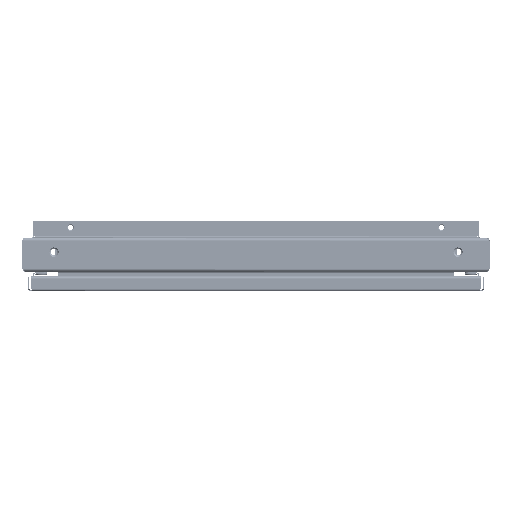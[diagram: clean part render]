
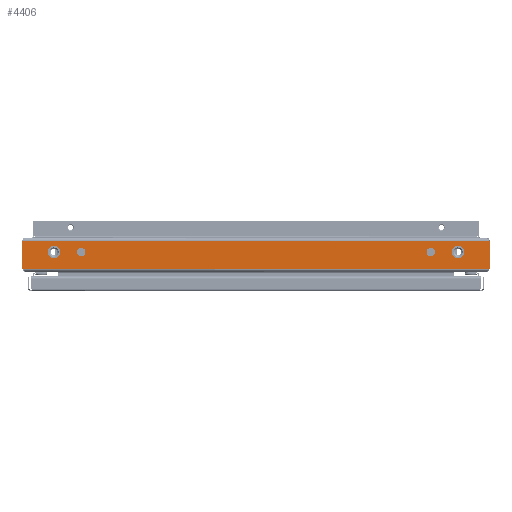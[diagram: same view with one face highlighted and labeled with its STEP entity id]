
A CAD part, front view. The second image highlights one B-rep face of the part: STEP entity #4406.
In plain terms, the highlighted face is planar.
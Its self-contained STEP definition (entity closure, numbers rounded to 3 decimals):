
#125 = ORIENTED_EDGE ( 'NONE', *, *, #44362, .T. ) ;
#447 = ORIENTED_EDGE ( 'NONE', *, *, #40057, .T. ) ;
#496 = ORIENTED_EDGE ( 'NONE', *, *, #1660, .T. ) ;
#1632 = DIRECTION ( 'NONE',  ( 0., 0., -1. ) ) ;
#1660 = EDGE_CURVE ( 'NONE', #46537, #48914, #28885, .T. ) ;
#2554 = CARTESIAN_POINT ( 'NONE',  ( -300., -18., 0. ) ) ;
#4122 = ORIENTED_EDGE ( 'NONE', *, *, #54934, .T. ) ;
#4406 = ADVANCED_FACE ( 'NONE', ( #20698, #58442, #70913, #45986, #51414 ), #71324, .F. ) ;
#4624 = EDGE_CURVE ( 'NONE', #15138, #51138, #62543, .T. ) ;
#5821 = CARTESIAN_POINT ( 'NONE',  ( 300., 18., 0. ) ) ;
#6768 = DIRECTION ( 'NONE',  ( 0., 0., -1. ) ) ;
#6976 = VECTOR ( 'NONE', #81231, 1000. ) ;
#7786 = CIRCLE ( 'NONE', #40886, 5.5 ) ;
#8534 = EDGE_CURVE ( 'NONE', #76686, #24009, #73384, .T. ) ;
#8752 = LINE ( 'NONE', #2554, #15683 ) ;
#9162 = DIRECTION ( 'NONE',  ( 1., 0., 0. ) ) ;
#9593 = CARTESIAN_POINT ( 'NONE',  ( 300., -18., 0. ) ) ;
#9792 = DIRECTION ( 'NONE',  ( 0., 1., 0. ) ) ;
#10315 = CARTESIAN_POINT ( 'NONE',  ( -300., -18., 0. ) ) ;
#10353 = DIRECTION ( 'NONE',  ( 0., 0., 1. ) ) ;
#10835 = EDGE_LOOP ( 'NONE', ( #47625, #50422 ) ) ;
#11203 = CIRCLE ( 'NONE', #44469, 8. ) ;
#12168 = CARTESIAN_POINT ( 'NONE',  ( 259.5, -3.319, 0. ) ) ;
#12779 = EDGE_CURVE ( 'NONE', #25009, #48328, #27421, .T. ) ;
#12921 = EDGE_LOOP ( 'NONE', ( #24281, #447 ) ) ;
#13221 = VERTEX_POINT ( 'NONE', #27769 ) ;
#14082 = DIRECTION ( 'NONE',  ( -1., 0., 0. ) ) ;
#14484 = CARTESIAN_POINT ( 'NONE',  ( 0., 0., 0. ) ) ;
#15138 = VERTEX_POINT ( 'NONE', #79948 ) ;
#15683 = VECTOR ( 'NONE', #9162, 1000. ) ;
#16454 = CARTESIAN_POINT ( 'NONE',  ( -230., -3.319, 0. ) ) ;
#17955 = CIRCLE ( 'NONE', #32540, 8. ) ;
#18001 = AXIS2_PLACEMENT_3D ( 'NONE', #80054, #10353, #75077 ) ;
#19069 = ORIENTED_EDGE ( 'NONE', *, *, #81467, .T. ) ;
#19850 = CARTESIAN_POINT ( 'NONE',  ( 298., 18., 0. ) ) ;
#20054 = CARTESIAN_POINT ( 'NONE',  ( 230., -3.319, 0. ) ) ;
#20477 = EDGE_CURVE ( 'NONE', #48914, #35179, #56561, .T. ) ;
#20698 = FACE_BOUND ( 'NONE', #12921, .T. ) ;
#21045 = VERTEX_POINT ( 'NONE', #40940 ) ;
#22283 = ORIENTED_EDGE ( 'NONE', *, *, #8534, .T. ) ;
#22310 = DIRECTION ( 'NONE',  ( -1., 0., 0. ) ) ;
#23754 = CARTESIAN_POINT ( 'NONE',  ( 224.5, -3.319, 0. ) ) ;
#24009 = VERTEX_POINT ( 'NONE', #41068 ) ;
#24281 = ORIENTED_EDGE ( 'NONE', *, *, #12779, .T. ) ;
#24401 = CARTESIAN_POINT ( 'NONE',  ( 300., 18., 0. ) ) ;
#25009 = VERTEX_POINT ( 'NONE', #72590 ) ;
#25504 = VERTEX_POINT ( 'NONE', #19850 ) ;
#26615 = VECTOR ( 'NONE', #74282, 1000. ) ;
#27421 = CIRCLE ( 'NONE', #63262, 8. ) ;
#27769 = CARTESIAN_POINT ( 'NONE',  ( -298., 18., 0. ) ) ;
#28885 = LINE ( 'NONE', #35521, #30290 ) ;
#29082 = DIRECTION ( 'NONE',  ( 0., 0., -1. ) ) ;
#29632 = VERTEX_POINT ( 'NONE', #24401 ) ;
#29984 = DIRECTION ( 'NONE',  ( 0., 0., 1. ) ) ;
#30290 = VECTOR ( 'NONE', #42155, 1000. ) ;
#30323 = CARTESIAN_POINT ( 'NONE',  ( 259.5, -3.319, 0. ) ) ;
#31200 = DIRECTION ( 'NONE',  ( 0., 0., -1. ) ) ;
#31231 = CIRCLE ( 'NONE', #18001, 5.5 ) ;
#31683 = EDGE_LOOP ( 'NONE', ( #22283, #41528 ) ) ;
#32382 = ORIENTED_EDGE ( 'NONE', *, *, #56438, .T. ) ;
#32540 = AXIS2_PLACEMENT_3D ( 'NONE', #30323, #29082, #47749 ) ;
#33100 = LINE ( 'NONE', #78310, #36625 ) ;
#33627 = AXIS2_PLACEMENT_3D ( 'NONE', #37945, #63255, #76117 ) ;
#34979 = CARTESIAN_POINT ( 'NONE',  ( -267.5, -3.319, 0. ) ) ;
#35179 = VERTEX_POINT ( 'NONE', #39478 ) ;
#35521 = CARTESIAN_POINT ( 'NONE',  ( -300., -18., 0. ) ) ;
#36625 = VECTOR ( 'NONE', #59646, 1000. ) ;
#37066 = DIRECTION ( 'NONE',  ( 1., 0., 0. ) ) ;
#37945 = CARTESIAN_POINT ( 'NONE',  ( 224.5, -3.319, 0. ) ) ;
#38660 = AXIS2_PLACEMENT_3D ( 'NONE', #72944, #61317, #65888 ) ;
#39478 = CARTESIAN_POINT ( 'NONE',  ( 297.935, -18., 0. ) ) ;
#39824 = VERTEX_POINT ( 'NONE', #9593 ) ;
#40057 = EDGE_CURVE ( 'NONE', #48328, #25009, #17955, .T. ) ;
#40266 = LINE ( 'NONE', #5821, #26615 ) ;
#40815 = ORIENTED_EDGE ( 'NONE', *, *, #20477, .T. ) ;
#40886 = AXIS2_PLACEMENT_3D ( 'NONE', #75613, #29984, #80199 ) ;
#40940 = CARTESIAN_POINT ( 'NONE',  ( -219., -3.319, 0. ) ) ;
#41068 = CARTESIAN_POINT ( 'NONE',  ( 219., -3.319, 0. ) ) ;
#41528 = ORIENTED_EDGE ( 'NONE', *, *, #54564, .T. ) ;
#41716 = ORIENTED_EDGE ( 'NONE', *, *, #42319, .T. ) ;
#41921 = EDGE_CURVE ( 'NONE', #68531, #21045, #31231, .T. ) ;
#42155 = DIRECTION ( 'NONE',  ( 1., 0., 0. ) ) ;
#42319 = EDGE_CURVE ( 'NONE', #61332, #46537, #33100, .T. ) ;
#43230 = DIRECTION ( 'NONE',  ( -1., 0., 0. ) ) ;
#43518 = CARTESIAN_POINT ( 'NONE',  ( -297.935, -18., 0. ) ) ;
#44362 = EDGE_CURVE ( 'NONE', #35179, #39824, #8752, .T. ) ;
#44469 = AXIS2_PLACEMENT_3D ( 'NONE', #62941, #50891, #70395 ) ;
#44821 = EDGE_CURVE ( 'NONE', #21045, #68531, #7786, .T. ) ;
#45986 = FACE_BOUND ( 'NONE', #65936, .T. ) ;
#46530 = EDGE_LOOP ( 'NONE', ( #496, #40815, #125, #19069, #32382, #75355, #4122, #41716 ) ) ;
#46537 = VERTEX_POINT ( 'NONE', #10315 ) ;
#47625 = ORIENTED_EDGE ( 'NONE', *, *, #4624, .F. ) ;
#47749 = DIRECTION ( 'NONE',  ( -1., 0., 0. ) ) ;
#48328 = VERTEX_POINT ( 'NONE', #61073 ) ;
#48914 = VERTEX_POINT ( 'NONE', #43518 ) ;
#49271 = CARTESIAN_POINT ( 'NONE',  ( 300., 18., 0. ) ) ;
#49680 = LINE ( 'NONE', #49271, #6976 ) ;
#50422 = ORIENTED_EDGE ( 'NONE', *, *, #79773, .F. ) ;
#50788 = CARTESIAN_POINT ( 'NONE',  ( -300., 18., 0. ) ) ;
#50891 = DIRECTION ( 'NONE',  ( 0., 0., 1. ) ) ;
#51138 = VERTEX_POINT ( 'NONE', #34979 ) ;
#51414 = FACE_OUTER_BOUND ( 'NONE', #46530, .T. ) ;
#53023 = CIRCLE ( 'NONE', #61029, 5.5 ) ;
#53835 = LINE ( 'NONE', #79158, #66856 ) ;
#54564 = EDGE_CURVE ( 'NONE', #24009, #76686, #53023, .T. ) ;
#54934 = EDGE_CURVE ( 'NONE', #13221, #61332, #40266, .T. ) ;
#56438 = EDGE_CURVE ( 'NONE', #29632, #25504, #49680, .T. ) ;
#56561 = LINE ( 'NONE', #68200, #73520 ) ;
#58442 = FACE_BOUND ( 'NONE', #31683, .T. ) ;
#59646 = DIRECTION ( 'NONE',  ( 0., -1., 0. ) ) ;
#60832 = CARTESIAN_POINT ( 'NONE',  ( 300., -22., 0. ) ) ;
#61029 = AXIS2_PLACEMENT_3D ( 'NONE', #23754, #31200, #43230 ) ;
#61073 = CARTESIAN_POINT ( 'NONE',  ( 251.5, -3.319, 0. ) ) ;
#61317 = DIRECTION ( 'NONE',  ( 0., 0., 1. ) ) ;
#61332 = VERTEX_POINT ( 'NONE', #50788 ) ;
#62068 = LINE ( 'NONE', #60832, #76350 ) ;
#62543 = CIRCLE ( 'NONE', #38660, 8. ) ;
#62941 = CARTESIAN_POINT ( 'NONE',  ( -259.5, -3.319, 0. ) ) ;
#63255 = DIRECTION ( 'NONE',  ( 0., 0., -1. ) ) ;
#63262 = AXIS2_PLACEMENT_3D ( 'NONE', #12168, #6768, #69004 ) ;
#65888 = DIRECTION ( 'NONE',  ( 1., 0., 0. ) ) ;
#65936 = EDGE_LOOP ( 'NONE', ( #73929, #74580 ) ) ;
#66856 = VECTOR ( 'NONE', #22310, 1000. ) ;
#68200 = CARTESIAN_POINT ( 'NONE',  ( -300., -18., 0. ) ) ;
#68531 = VERTEX_POINT ( 'NONE', #16454 ) ;
#69004 = DIRECTION ( 'NONE',  ( -1., 0., 0. ) ) ;
#70395 = DIRECTION ( 'NONE',  ( 1., 0., 0. ) ) ;
#70409 = AXIS2_PLACEMENT_3D ( 'NONE', #14484, #1632, #14082 ) ;
#70913 = FACE_BOUND ( 'NONE', #10835, .T. ) ;
#71324 = PLANE ( 'NONE',  #70409 ) ;
#72590 = CARTESIAN_POINT ( 'NONE',  ( 267.5, -3.319, 0. ) ) ;
#72944 = CARTESIAN_POINT ( 'NONE',  ( -259.5, -3.319, 0. ) ) ;
#73384 = CIRCLE ( 'NONE', #33627, 5.5 ) ;
#73520 = VECTOR ( 'NONE', #37066, 1000. ) ;
#73929 = ORIENTED_EDGE ( 'NONE', *, *, #44821, .F. ) ;
#74282 = DIRECTION ( 'NONE',  ( -1., 0., 0. ) ) ;
#74580 = ORIENTED_EDGE ( 'NONE', *, *, #41921, .F. ) ;
#75077 = DIRECTION ( 'NONE',  ( 1., 0., 0. ) ) ;
#75355 = ORIENTED_EDGE ( 'NONE', *, *, #78600, .T. ) ;
#75613 = CARTESIAN_POINT ( 'NONE',  ( -224.5, -3.319, 0. ) ) ;
#76117 = DIRECTION ( 'NONE',  ( -1., 0., 0. ) ) ;
#76350 = VECTOR ( 'NONE', #9792, 1000. ) ;
#76686 = VERTEX_POINT ( 'NONE', #20054 ) ;
#78310 = CARTESIAN_POINT ( 'NONE',  ( -300., -22., 0. ) ) ;
#78600 = EDGE_CURVE ( 'NONE', #25504, #13221, #53835, .T. ) ;
#79158 = CARTESIAN_POINT ( 'NONE',  ( 300., 18., 0. ) ) ;
#79773 = EDGE_CURVE ( 'NONE', #51138, #15138, #11203, .T. ) ;
#79948 = CARTESIAN_POINT ( 'NONE',  ( -251.5, -3.319, 0. ) ) ;
#80054 = CARTESIAN_POINT ( 'NONE',  ( -224.5, -3.319, 0. ) ) ;
#80199 = DIRECTION ( 'NONE',  ( 1., 0., 0. ) ) ;
#81231 = DIRECTION ( 'NONE',  ( -1., 0., 0. ) ) ;
#81467 = EDGE_CURVE ( 'NONE', #39824, #29632, #62068, .T. ) ;
